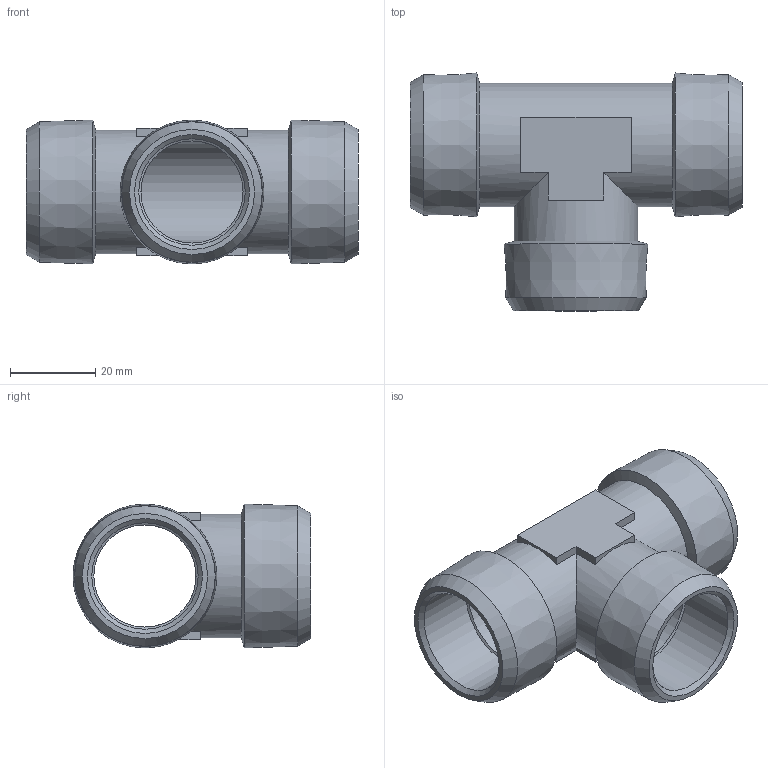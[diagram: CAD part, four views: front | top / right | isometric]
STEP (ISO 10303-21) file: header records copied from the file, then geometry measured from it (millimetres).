
FILE_DESCRIPTION (( 'STEP AP214' ), '1' );
FILE_NAME ('0401000010900A.STEP', '2013-08-07T15:22:17', ( 'ST01' ), ( '' ), 'SwSTEP 2.0', 'SolidWorks 2012', '' );
FILE_SCHEMA (( 'AUTOMOTIVE_DESIGN' ));
Length unit declared in the file: millimetre
Products named in the file (1): 0401000010900A
Bounding box: 78 x 55.89 x 33.79 mm (x, y, z)
Volume: 29092.5 mm3; surface area: 18835.5 mm2
Topology: 1 solids, 1 shells, 43 faces, 109 edges, 68 vertices
Faces by surface type: plane 21, cone 15, cylinder 7
Full cylindrical faces by diameter (mm): 24 x2, 25 x3, 29 x2
Entity records: 1118 total; most frequent: DIRECTION 190, CARTESIAN_POINT 190, ORIENTED_EDGE 152, EDGE_CURVE 76, AXIS2_PLACEMENT_3D 74, EDGE_LOOP 70, VERTEX_POINT 58, FACE_OUTER_BOUND 50
